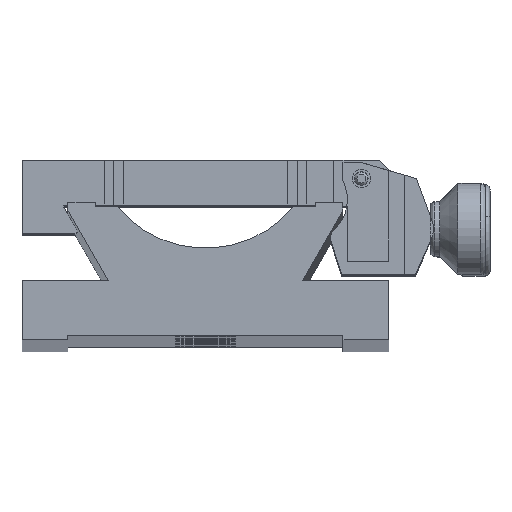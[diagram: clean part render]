
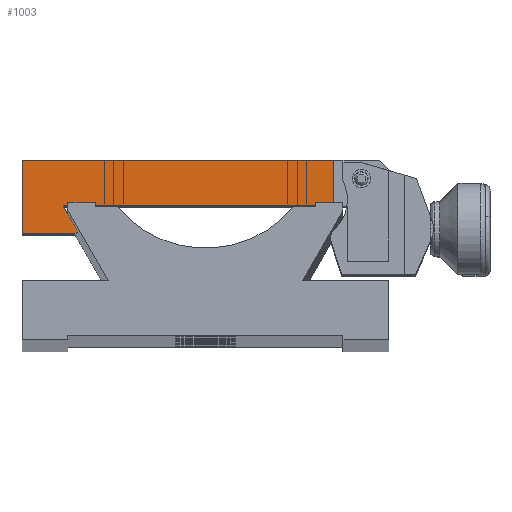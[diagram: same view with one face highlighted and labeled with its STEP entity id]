
A CAD part, top view. The second image highlights one B-rep face of the part: STEP entity #1003.
In plain terms, the highlighted planar face has unit normal (0, 0, 1).
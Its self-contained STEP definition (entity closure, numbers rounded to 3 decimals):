
#241 = PLANE ( 'NONE',  #3764 ) ;
#287 = CARTESIAN_POINT ( 'NONE',  ( 14., 5., 12.5 ) ) ;
#320 = CARTESIAN_POINT ( 'NONE',  ( -20., 5., 12.5 ) ) ;
#788 = VERTEX_POINT ( 'NONE', #5448 ) ;
#992 = ORIENTED_EDGE ( 'NONE', *, *, #6528, .T. ) ;
#1003 = ADVANCED_FACE ( 'NONE', ( #6376 ), #241, .T. ) ;
#1060 = VECTOR ( 'NONE', #6631, 1000. ) ;
#1411 = VERTEX_POINT ( 'NONE', #3383 ) ;
#1455 = EDGE_LOOP ( 'NONE', ( #3816, #7082, #7857, #2597, #992, #6452, #5825 ) ) ;
#1547 = CARTESIAN_POINT ( 'NONE',  ( -5.634, 5.634, 12.5 ) ) ;
#1998 = LINE ( 'NONE', #320, #5099 ) ;
#2044 = DIRECTION ( 'NONE',  ( 0., -1., 0. ) ) ;
#2061 = VERTEX_POINT ( 'NONE', #4398 ) ;
#2129 = DIRECTION ( 'NONE',  ( 0., -1., 0. ) ) ;
#2180 = EDGE_CURVE ( 'NONE', #1411, #3726, #2692, .T. ) ;
#2251 = VERTEX_POINT ( 'NONE', #7717 ) ;
#2311 = DIRECTION ( 'NONE',  ( 0., 0., 1. ) ) ;
#2318 = EDGE_CURVE ( 'NONE', #6462, #2251, #5414, .T. ) ;
#2449 = DIRECTION ( 'NONE',  ( -1., 0., 0. ) ) ;
#2597 = ORIENTED_EDGE ( 'NONE', *, *, #2318, .T. ) ;
#2660 = VECTOR ( 'NONE', #7092, 1000. ) ;
#2692 = LINE ( 'NONE', #287, #6630 ) ;
#2818 = CARTESIAN_POINT ( 'NONE',  ( -20., -3., 12.5 ) ) ;
#2948 = DIRECTION ( 'NONE',  ( 1., 0., 0. ) ) ;
#3088 = DIRECTION ( 'NONE',  ( -0.5, 0.866, 0. ) ) ;
#3383 = CARTESIAN_POINT ( 'NONE',  ( 14., 5., 12.5 ) ) ;
#3386 = LINE ( 'NONE', #1547, #5744 ) ;
#3726 = VERTEX_POINT ( 'NONE', #6785 ) ;
#3742 = EDGE_CURVE ( 'NONE', #2061, #788, #4910, .T. ) ;
#3764 = AXIS2_PLACEMENT_3D ( 'NONE', #4129, #2311, #2948 ) ;
#3816 = ORIENTED_EDGE ( 'NONE', *, *, #2180, .F. ) ;
#4129 = CARTESIAN_POINT ( 'NONE',  ( 0., 0., 12.5 ) ) ;
#4211 = VECTOR ( 'NONE', #3088, 1000. ) ;
#4398 = CARTESIAN_POINT ( 'NONE',  ( -13.951, -2.683, 12.5 ) ) ;
#4493 = LINE ( 'NONE', #7048, #2660 ) ;
#4910 = LINE ( 'NONE', #6254, #4211 ) ;
#5036 = EDGE_CURVE ( 'NONE', #1411, #7153, #5536, .T. ) ;
#5099 = VECTOR ( 'NONE', #2044, 1000. ) ;
#5228 = EDGE_CURVE ( 'NONE', #7153, #6462, #1998, .T. ) ;
#5302 = DIRECTION ( 'NONE',  ( 0.707, 0.707, 0. ) ) ;
#5414 = LINE ( 'NONE', #7150, #1060 ) ;
#5448 = CARTESIAN_POINT ( 'NONE',  ( -15.5, 0., 12.5 ) ) ;
#5536 = LINE ( 'NONE', #6901, #6667 ) ;
#5744 = VECTOR ( 'NONE', #5302, 1000. ) ;
#5825 = ORIENTED_EDGE ( 'NONE', *, *, #7508, .T. ) ;
#6254 = CARTESIAN_POINT ( 'NONE',  ( -13.768, -3., 12.5 ) ) ;
#6376 = FACE_OUTER_BOUND ( 'NONE', #1455, .T. ) ;
#6452 = ORIENTED_EDGE ( 'NONE', *, *, #3742, .T. ) ;
#6462 = VERTEX_POINT ( 'NONE', #2818 ) ;
#6528 = EDGE_CURVE ( 'NONE', #2251, #2061, #3386, .T. ) ;
#6630 = VECTOR ( 'NONE', #2129, 1000. ) ;
#6631 = DIRECTION ( 'NONE',  ( 1., 0., 0. ) ) ;
#6667 = VECTOR ( 'NONE', #2449, 1000. ) ;
#6780 = CARTESIAN_POINT ( 'NONE',  ( -20., 5., 12.5 ) ) ;
#6785 = CARTESIAN_POINT ( 'NONE',  ( 14., 0., 12.5 ) ) ;
#6901 = CARTESIAN_POINT ( 'NONE',  ( -20., 5., 12.5 ) ) ;
#7048 = CARTESIAN_POINT ( 'NONE',  ( -15.5, 0., 12.5 ) ) ;
#7082 = ORIENTED_EDGE ( 'NONE', *, *, #5036, .T. ) ;
#7092 = DIRECTION ( 'NONE',  ( 1., 0., 0. ) ) ;
#7150 = CARTESIAN_POINT ( 'NONE',  ( -20., -3., 12.5 ) ) ;
#7153 = VERTEX_POINT ( 'NONE', #6780 ) ;
#7508 = EDGE_CURVE ( 'NONE', #788, #3726, #4493, .T. ) ;
#7717 = CARTESIAN_POINT ( 'NONE',  ( -14.268, -3., 12.5 ) ) ;
#7857 = ORIENTED_EDGE ( 'NONE', *, *, #5228, .T. ) ;
